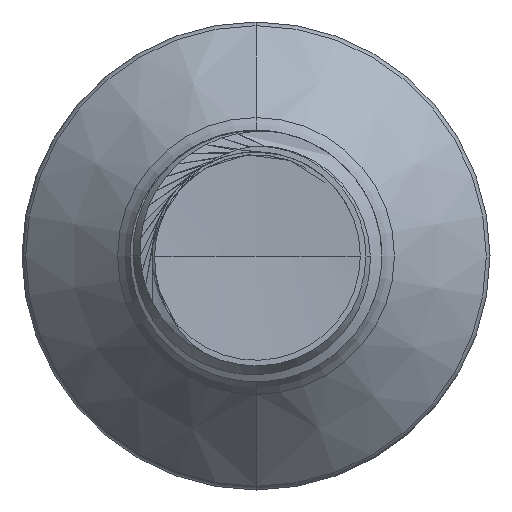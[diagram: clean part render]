
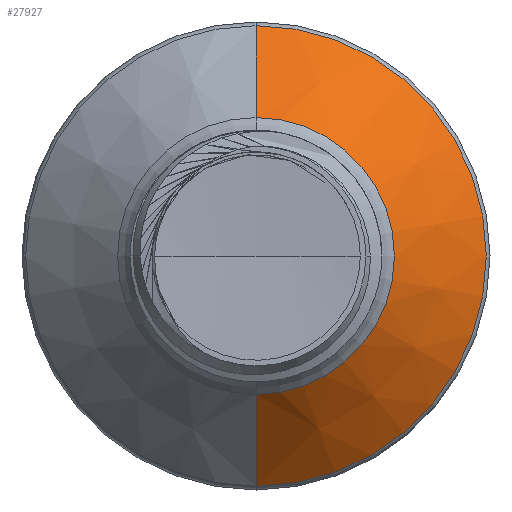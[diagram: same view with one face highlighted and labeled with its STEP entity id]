
A CAD part, front view. The second image highlights one B-rep face of the part: STEP entity #27927.
In plain terms, the highlighted conical face has half-angle 45 degrees and reference radius 2.75 mm.
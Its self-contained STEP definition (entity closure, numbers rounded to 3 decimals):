
#1007 = VERTEX_POINT ( 'NONE', #8017 ) ;
#1943 = DIRECTION ( 'NONE',  ( 0., 0.707, -0.707 ) ) ;
#2574 = VECTOR ( 'NONE', #31724, 1000. ) ;
#4079 = ORIENTED_EDGE ( 'NONE', *, *, #15184, .F. ) ;
#6598 = CARTESIAN_POINT ( 'NONE',  ( 0., 28.192, 4.577 ) ) ;
#8017 = CARTESIAN_POINT ( 'NONE',  ( 0., 28.192, -4.577 ) ) ;
#8557 = AXIS2_PLACEMENT_3D ( 'NONE', #28412, #10706, #31075 ) ;
#10096 = CONICAL_SURFACE ( 'NONE', #19407, 2.75, 0.785 ) ;
#10706 = DIRECTION ( 'NONE',  ( 0., 1., 0. ) ) ;
#11088 = DIRECTION ( 'NONE',  ( 0., 1., 0. ) ) ;
#11629 = VECTOR ( 'NONE', #1943, 1000. ) ;
#12023 = FACE_OUTER_BOUND ( 'NONE', #14855, .T. ) ;
#12696 = AXIS2_PLACEMENT_3D ( 'NONE', #28781, #11088, #31406 ) ;
#13624 = CARTESIAN_POINT ( 'NONE',  ( 0., 26.365, 0. ) ) ;
#13733 = CARTESIAN_POINT ( 'NONE',  ( 0., 26.365, -2.75 ) ) ;
#14855 = EDGE_LOOP ( 'NONE', ( #37252, #25362, #15759, #4079 ) ) ;
#14912 = EDGE_CURVE ( 'NONE', #29655, #16350, #29129, .T. ) ;
#15083 = EDGE_CURVE ( 'NONE', #16350, #1007, #19721, .T. ) ;
#15133 = EDGE_CURVE ( 'NONE', #37162, #1007, #27436, .T. ) ;
#15184 = EDGE_CURVE ( 'NONE', #29655, #37162, #18748, .T. ) ;
#15759 = ORIENTED_EDGE ( 'NONE', *, *, #15133, .F. ) ;
#16350 = VERTEX_POINT ( 'NONE', #27790 ) ;
#18748 = LINE ( 'NONE', #29112, #2574 ) ;
#19407 = AXIS2_PLACEMENT_3D ( 'NONE', #13624, #19758, #33536 ) ;
#19721 = LINE ( 'NONE', #13733, #11629 ) ;
#19758 = DIRECTION ( 'NONE',  ( 0., 1., 0. ) ) ;
#25362 = ORIENTED_EDGE ( 'NONE', *, *, #15083, .T. ) ;
#27436 = CIRCLE ( 'NONE', #12696, 4.577 ) ;
#27587 = CARTESIAN_POINT ( 'NONE',  ( 0., 26.365, 2.75 ) ) ;
#27790 = CARTESIAN_POINT ( 'NONE',  ( 0., 26.365, -2.75 ) ) ;
#27927 = ADVANCED_FACE ( 'NONE', ( #12023 ), #10096, .T. ) ;
#28412 = CARTESIAN_POINT ( 'NONE',  ( 0., 26.365, 0. ) ) ;
#28781 = CARTESIAN_POINT ( 'NONE',  ( 0., 28.192, 0. ) ) ;
#29112 = CARTESIAN_POINT ( 'NONE',  ( 0., 26.365, 2.75 ) ) ;
#29129 = CIRCLE ( 'NONE', #8557, 2.75 ) ;
#29655 = VERTEX_POINT ( 'NONE', #27587 ) ;
#31075 = DIRECTION ( 'NONE',  ( 0., 0., 1. ) ) ;
#31406 = DIRECTION ( 'NONE',  ( 0., 0., 1. ) ) ;
#31724 = DIRECTION ( 'NONE',  ( 0., 0.707, 0.707 ) ) ;
#33536 = DIRECTION ( 'NONE',  ( 0., 0., 1. ) ) ;
#37162 = VERTEX_POINT ( 'NONE', #6598 ) ;
#37252 = ORIENTED_EDGE ( 'NONE', *, *, #14912, .T. ) ;
